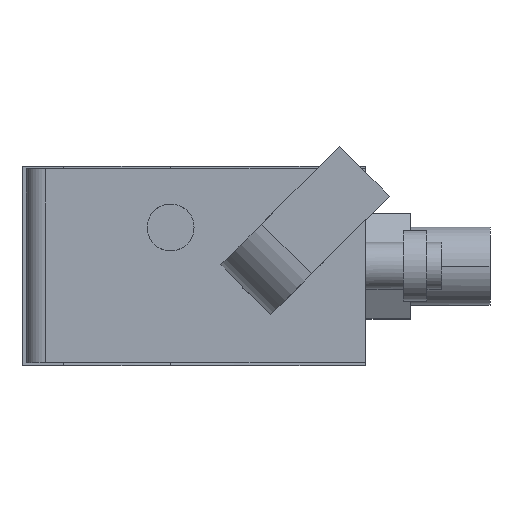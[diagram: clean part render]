
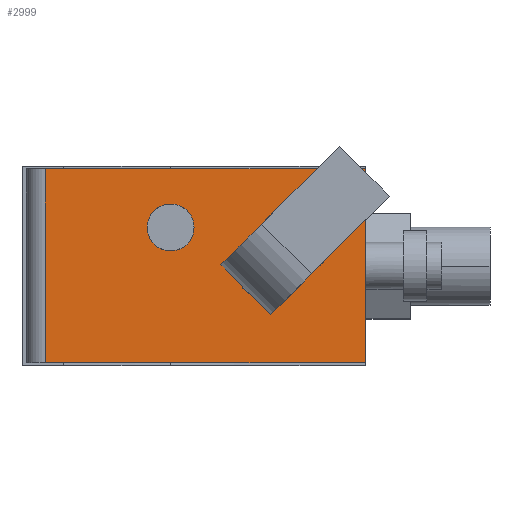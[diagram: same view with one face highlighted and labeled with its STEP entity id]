
A CAD part, top view. The second image highlights one B-rep face of the part: STEP entity #2999.
In plain terms, the highlighted planar face has unit normal (0, 0, 1).
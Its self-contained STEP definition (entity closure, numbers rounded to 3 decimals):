
#2960=CARTESIAN_POINT('Axis2P3D Location',(-76.5,33.,97.61)) ;
#2965=CARTESIAN_POINT('Line Origine',(-76.5,0.,97.61)) ;
#2969=CARTESIAN_POINT('Vertex',(-76.5,-33.,97.61)) ;
#2971=CARTESIAN_POINT('Vertex',(-76.5,33.,97.61)) ;
#2974=CARTESIAN_POINT('Line Origine',(-22.,-33.,97.61)) ;
#2978=CARTESIAN_POINT('Vertex',(32.5,-33.,97.61)) ;
#2981=CARTESIAN_POINT('Line Origine',(32.5,0.,97.61)) ;
#2985=CARTESIAN_POINT('Vertex',(32.5,33.,97.61)) ;
#2988=CARTESIAN_POINT('Line Origine',(-22.,33.,97.61)) ;
#2967=VECTOR('Line Direction',#2966,1.) ;
#2976=VECTOR('Line Direction',#2975,1.) ;
#2983=VECTOR('Line Direction',#2982,1.) ;
#2990=VECTOR('Line Direction',#2989,1.) ;
#2961=DIRECTION('Axis2P3D Direction',(-0.,0.,1.)) ;
#2962=DIRECTION('Axis2P3D XDirection',(0.,-1.,0.)) ;
#2966=DIRECTION('Vector Direction',(0.,1.,0.)) ;
#2975=DIRECTION('Vector Direction',(1.,0.,0.)) ;
#2982=DIRECTION('Vector Direction',(0.,1.,0.)) ;
#2989=DIRECTION('Vector Direction',(-1.,0.,0.)) ;
#2963=AXIS2_PLACEMENT_3D('Plane Axis2P3D',#2960,#2961,#2962) ;
#2968=LINE('Line',#2965,#2967) ;
#2977=LINE('Line',#2974,#2976) ;
#2984=LINE('Line',#2981,#2983) ;
#2991=LINE('Line',#2988,#2990) ;
#2964=PLANE('',#2963) ;
#2973=EDGE_CURVE('',#2970,#2972,#2968,.T.) ;
#2980=EDGE_CURVE('',#2970,#2979,#2977,.T.) ;
#2987=EDGE_CURVE('',#2979,#2986,#2984,.T.) ;
#2992=EDGE_CURVE('',#2986,#2972,#2991,.T.) ;
#2994=ORIENTED_EDGE('',*,*,#2973,.F.) ;
#2995=ORIENTED_EDGE('',*,*,#2980,.T.) ;
#2996=ORIENTED_EDGE('',*,*,#2987,.T.) ;
#2997=ORIENTED_EDGE('',*,*,#2992,.T.) ;
#2993=EDGE_LOOP('',(#2994,#2995,#2996,#2997)) ;
#2970=VERTEX_POINT('',#2969) ;
#2972=VERTEX_POINT('',#2971) ;
#2979=VERTEX_POINT('',#2978) ;
#2986=VERTEX_POINT('',#2985) ;
#2999=ADVANCED_FACE('10\\MANIFOLD_SOLID_BREP #3248',(#2998),#2964,.T.) ;
#2998=FACE_OUTER_BOUND('',#2993,.T.) ;
